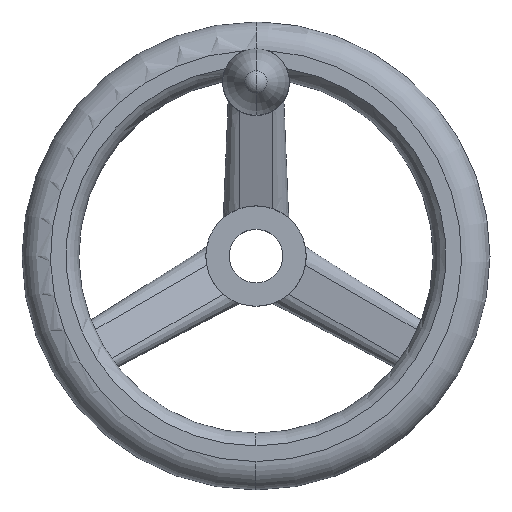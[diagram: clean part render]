
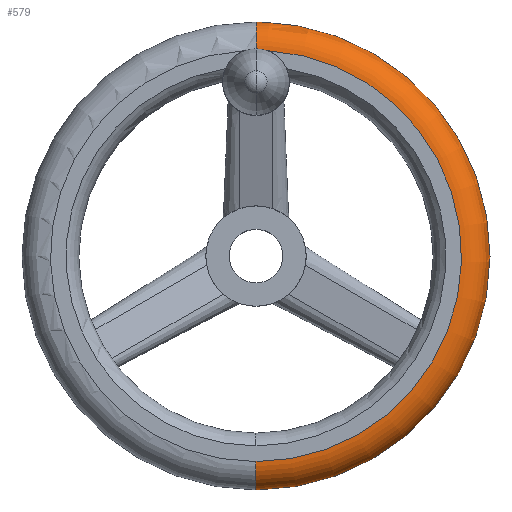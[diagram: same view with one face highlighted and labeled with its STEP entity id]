
A CAD part, top view. The second image highlights one B-rep face of the part: STEP entity #579.
In plain terms, the highlighted toroidal (fillet/blend) face has major radius 61.5 mm and minor radius 8.5 mm.
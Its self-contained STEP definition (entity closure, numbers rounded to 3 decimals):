
#257=EDGE_CURVE('',#669,#617,#735,.T.);
#365=EDGE_CURVE('',#397,#641,#849,.T.);
#373=EDGE_CURVE('',#617,#397,#857,.T.);
#397=VERTEX_POINT('',#881);
#469=VERTEX_POINT('',#964);
#511=EDGE_CURVE('',#641,#469,#1012,.T.);
#579=ADVANCED_FACE('',(#1094),#1095,.T.);
#601=EDGE_CURVE('',#469,#669,#1118,.T.);
#617=VERTEX_POINT('',#1135);
#641=VERTEX_POINT('',#1164);
#669=VERTEX_POINT('',#1195);
#735=CIRCLE('',#1291,70.0);
#849=CIRCLE('',#1571,61.5);
#857=CIRCLE('',#1584,8.5);
#881=CARTESIAN_POINT('',(0.,61.5,39.0));
#964=CARTESIAN_POINT('',(0.,-61.5,39.0));
#1012=CIRCLE('',#1904,61.5);
#1094=FACE_OUTER_BOUND('',#2001,.T.);
#1095=TOROIDAL_SURFACE('',#2002,61.5,8.5);
#1118=CIRCLE('',#2099,8.5);
#1135=CARTESIAN_POINT('',(0.,70.0,30.5));
#1164=CARTESIAN_POINT('',(3.394,61.406,39.));
#1195=CARTESIAN_POINT('',(0.,-70.0,30.5));
#1291=AXIS2_PLACEMENT_3D('',#2374,#2375,#2376);
#1571=AXIS2_PLACEMENT_3D('',#2485,#2486,#2487);
#1584=AXIS2_PLACEMENT_3D('',#2495,#2496,#2497);
#1904=AXIS2_PLACEMENT_3D('',#2690,#2691,#2692);
#2001=EDGE_LOOP('',(#2831,#2832,#2833,#2834,#2835));
#2002=AXIS2_PLACEMENT_3D('',#2836,#2837,#2838);
#2099=AXIS2_PLACEMENT_3D('',#2860,#2861,#2862);
#2374=CARTESIAN_POINT('',(0.,0.,30.5));
#2375=DIRECTION('',(0.,0.,1.0));
#2376=DIRECTION('',(1.0,0.0,0.));
#2485=CARTESIAN_POINT('',(0.,0.,39.0));
#2486=DIRECTION('',(0.,0.,-1.0));
#2487=DIRECTION('',(0.,1.0,0.));
#2495=CARTESIAN_POINT('',(0.,61.5,30.5));
#2496=DIRECTION('',(1.0,0.,0.));
#2497=DIRECTION('',(0.,1.0,0.));
#2690=CARTESIAN_POINT('',(0.,0.,39.0));
#2691=DIRECTION('',(0.,0.,-1.0));
#2692=DIRECTION('',(0.,1.0,0.));
#2831=ORIENTED_EDGE('',*,*,#257,.T.);
#2832=ORIENTED_EDGE('',*,*,#373,.T.);
#2833=ORIENTED_EDGE('',*,*,#365,.T.);
#2834=ORIENTED_EDGE('',*,*,#511,.T.);
#2835=ORIENTED_EDGE('',*,*,#601,.T.);
#2836=CARTESIAN_POINT('',(0.,0.,30.5));
#2837=DIRECTION('',(0.,0.,1.0));
#2838=DIRECTION('',(0.,1.0,0.0));
#2860=CARTESIAN_POINT('',(0.,-61.5,30.5));
#2861=DIRECTION('',(1.0,0.,0.));
#2862=DIRECTION('',(0.,-1.0,0.));
